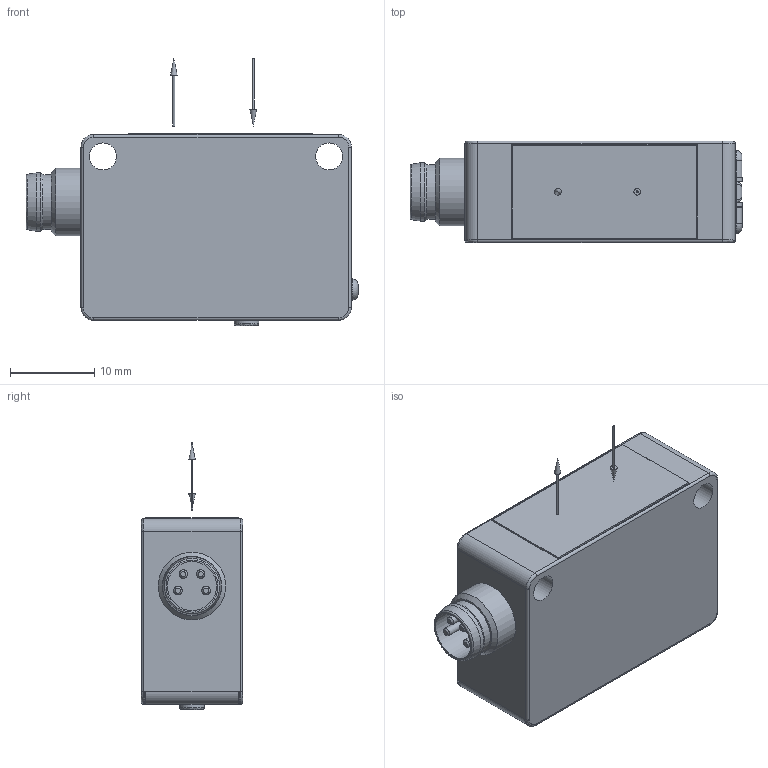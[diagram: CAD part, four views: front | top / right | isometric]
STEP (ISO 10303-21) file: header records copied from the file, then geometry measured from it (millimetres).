
FILE_DESCRIPTION (( 'STEP AP214' ), '1' );
FILE_NAME ('OPT2172.STEP', '2021-02-11T12:59:36', ( '' ), ( '' ), 'SwSTEP 2.0', 'SolidWorks 2019', '' );
FILE_SCHEMA (( 'AUTOMOTIVE_DESIGN' ));
Length unit declared in the file: inch
Products named in the file (1): OPT2172
Bounding box: 39.3 x 12 x 31.62 mm (x, y, z)
Volume: 8421.4 mm3; surface area: 3372.8 mm2
Topology: 3 solids, 5 shells, 164 faces, 367 edges, 224 vertices
Faces by surface type: plane 81, cylinder 56, bspline 15, cone 10, torus 2
Full cylindrical faces by diameter (mm): 0.2 x2, 1 x4, 1.275 x1, 1.62 x1, 2.1 x1, 2.93 x1, 3 x2, 3.2 x2, 5.8 x1, 6.5 x1, 6.9 x1, 8 x1
Entity records: 4725 total; most frequent: CARTESIAN_POINT 1226, DIRECTION 720, ORIENTED_EDGE 646, EDGE_CURVE 323, AXIS2_PLACEMENT_3D 265, EDGE_LOOP 216, VERTEX_POINT 215, VECTOR 190
